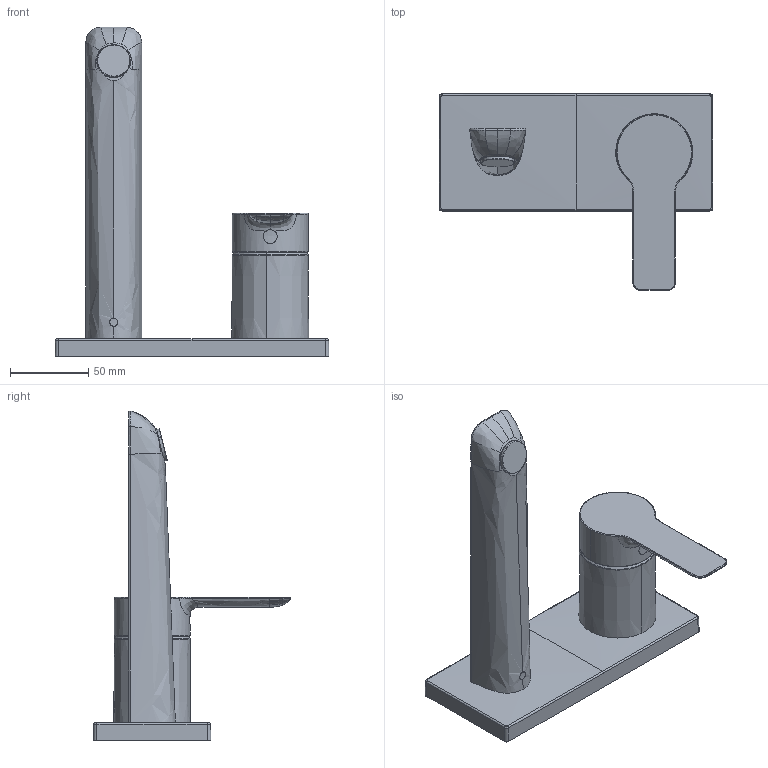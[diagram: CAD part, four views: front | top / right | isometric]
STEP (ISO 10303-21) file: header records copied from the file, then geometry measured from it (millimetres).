
FILE_DESCRIPTION (( 'STEP AP203' ), '1' );
FILE_NAME ('44892183(2020).STEP', '2020-02-18T11:47:09', ( '' ), ( '' ), 'SwSTEP 2.0', 'SolidWorks 2016', '' );
FILE_SCHEMA (( 'CONFIG_CONTROL_DESIGN' ));
Length unit declared in the file: millimetre
Products named in the file (1): 44892183(2020)
Bounding box: 175 x 125.86 x 210.75 mm (x, y, z)
Volume: 461388.2 mm3; surface area: 69667.5 mm2
Topology: 1 solids, 1 shells, 100 faces, 241 edges, 145 vertices
Faces by surface type: bspline 68, cylinder 14, plane 12, cone 2, torus 2, sphere 2
Entity records: 9675 total; most frequent: CARTESIAN_POINT 7831, ORIENTED_EDGE 476, EDGE_CURVE 238, DIRECTION 176, B_SPLINE_CURVE_WITH_KNOTS 158, VERTEX_POINT 145, EDGE_LOOP 105, ADVANCED_FACE 100
